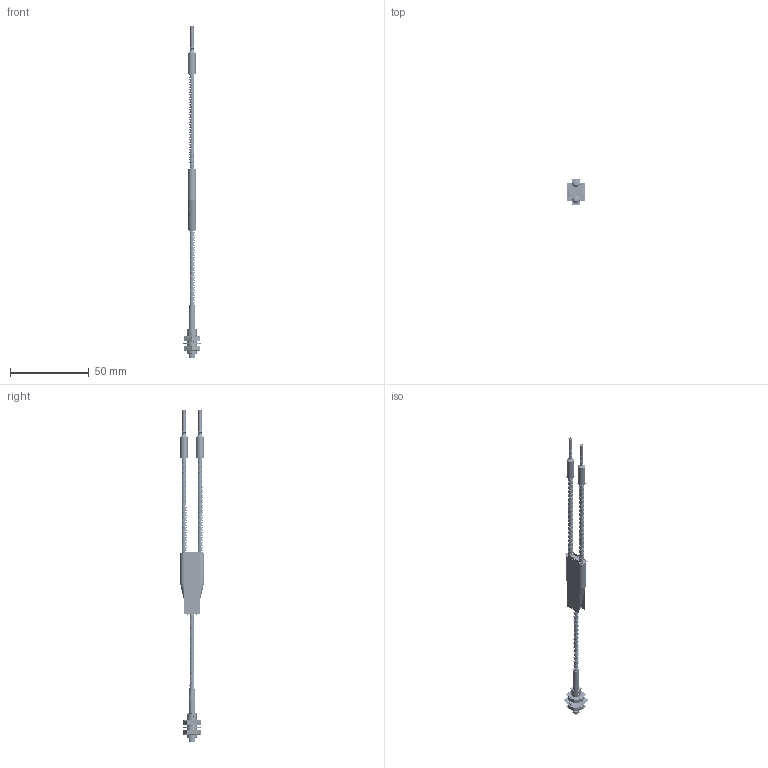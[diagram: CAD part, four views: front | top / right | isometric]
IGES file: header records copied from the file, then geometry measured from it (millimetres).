
Start section:  PTC IGES file: 189693.igs
Global section: file name: 189693.igs; native system: Creo Parametric by Parametric Technology Corporation; preprocessor: 2013230; author: pdmadmin; organization: Unknown; date: 20150817.095705; units: millimetre
Bounding box: 11.44 x 15.86 x 210.56 mm (x, y, z)
Volume: 2846.3 mm3; surface area: 55902.4 mm2
Topology: 11 solids, 13 shells, 2400 faces, 11650 edges, 14807 vertices
Faces by surface type: revolution 1816, bspline 584
